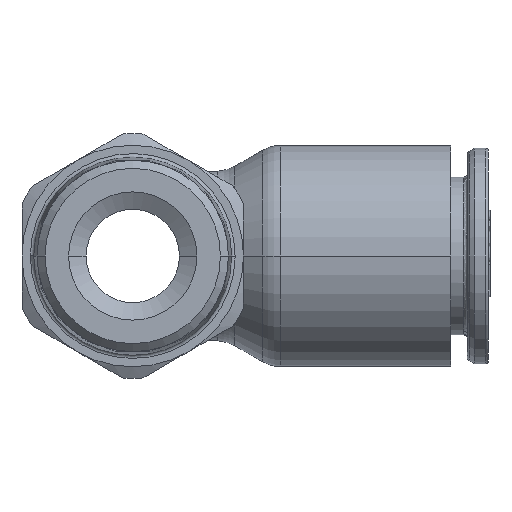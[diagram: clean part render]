
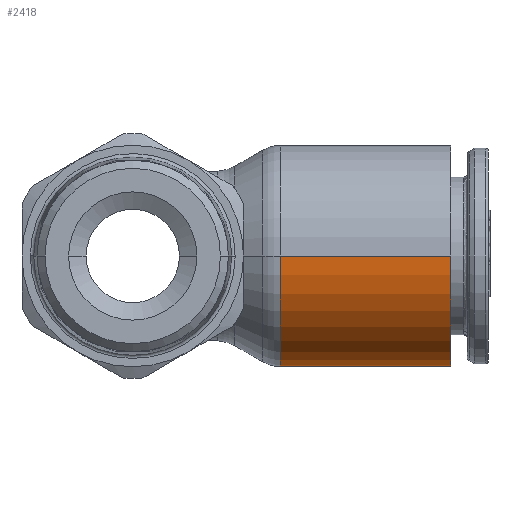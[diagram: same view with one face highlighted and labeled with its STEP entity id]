
A CAD part, left-side view. The second image highlights one B-rep face of the part: STEP entity #2418.
In plain terms, the highlighted cylindrical face has radius 9.49 mm (diameter 18.98 mm), a partial arc.
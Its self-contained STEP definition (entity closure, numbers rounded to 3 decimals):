
#2418=ADVANCED_FACE('',(#5689),#5690,.T.);
#5689=FACE_OUTER_BOUND('',#11567,.T.);
#5690=CYLINDRICAL_SURFACE('',#11568,9.49);
#11567=EDGE_LOOP('',(#23824,#23825,#23826,#23827));
#11568=AXIS2_PLACEMENT_3D('',#23828,#23829,#23830);
#23824=ORIENTED_EDGE('',*,*,#33874,.F.);
#23825=ORIENTED_EDGE('',*,*,#32646,.F.);
#23826=ORIENTED_EDGE('',*,*,#33875,.F.);
#23827=ORIENTED_EDGE('',*,*,#33876,.T.);
#23828=CARTESIAN_POINT('',(0.0,1.365,0.0));
#23829=DIRECTION('',(0.0,1.0,-0.0));
#23830=DIRECTION('',(-1.0,0.0,0.0));
#32646=EDGE_CURVE('',#38298,#38296,#38300,.T.);
#33874=EDGE_CURVE('',#38296,#40234,#40235,.T.);
#33875=EDGE_CURVE('',#40236,#38298,#40237,.T.);
#33876=EDGE_CURVE('',#40236,#40234,#40238,.T.);
#38296=VERTEX_POINT('',#47224);
#38298=VERTEX_POINT('',#47226);
#38300=CIRCLE('',#47228,9.49);
#40234=VERTEX_POINT('',#51102);
#40235=LINE('',#51103,#51104);
#40236=VERTEX_POINT('',#51105);
#40237=LINE('',#51106,#51107);
#40238=CIRCLE('',#51108,9.49);
#47224=CARTESIAN_POINT('',(-9.49,-12.654,0.0));
#47226=CARTESIAN_POINT('',(9.49,-12.654,0.));
#47228=AXIS2_PLACEMENT_3D('',#59607,#59608,#59609);
#51102=CARTESIAN_POINT('',(-9.49,-27.3,0.0));
#51103=CARTESIAN_POINT('',(-9.49,-19.977,0.));
#51104=VECTOR('',#61407,1.0);
#51105=CARTESIAN_POINT('',(9.49,-27.3,0.));
#51106=CARTESIAN_POINT('',(9.49,-19.977,0.));
#51107=VECTOR('',#61408,1.0);
#51108=AXIS2_PLACEMENT_3D('',#61409,#61410,#61411);
#59607=CARTESIAN_POINT('',(0.0,-12.654,0.0));
#59608=DIRECTION('',(-0.0,1.0,0.0));
#59609=DIRECTION('',(1.0,0.0,0.0));
#61407=DIRECTION('',(-0.0,-1.0,-0.0));
#61408=DIRECTION('',(0.0,1.0,-0.0));
#61409=CARTESIAN_POINT('',(0.0,-27.3,0.0));
#61410=DIRECTION('',(-0.0,1.0,0.0));
#61411=DIRECTION('',(1.0,0.0,0.0));
